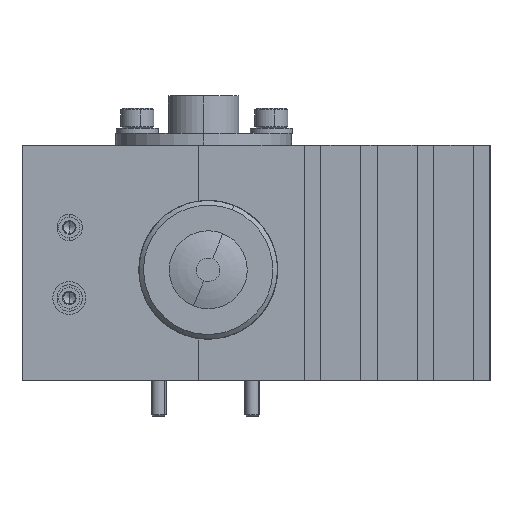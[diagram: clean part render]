
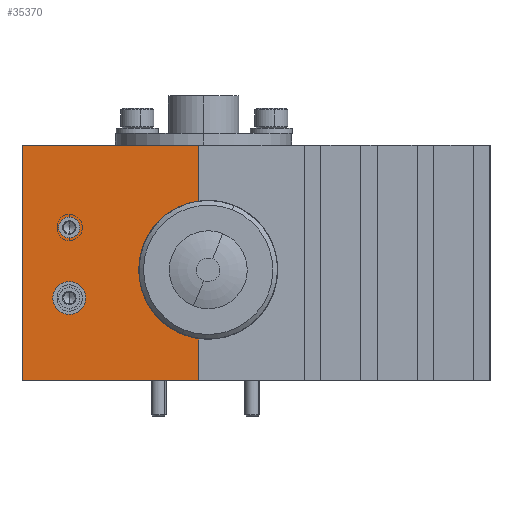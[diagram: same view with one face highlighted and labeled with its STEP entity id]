
A CAD part, left-side view. The second image highlights one B-rep face of the part: STEP entity #35370.
In plain terms, the highlighted planar face has unit normal (-1, 0, 0).
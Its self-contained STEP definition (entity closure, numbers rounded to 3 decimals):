
#1043 = CIRCLE ( 'NONE', #76007, 1.778 ) ;
#1730 = VERTEX_POINT ( 'NONE', #26019 ) ;
#3247 = CIRCLE ( 'NONE', #66399, 1.778 ) ;
#4757 = AXIS2_PLACEMENT_3D ( 'NONE', #10357, #11863, #71024 ) ;
#5605 = DIRECTION ( 'NONE',  ( 0., 0., 1. ) ) ;
#5622 = LINE ( 'NONE', #32383, #65273 ) ;
#6807 = CARTESIAN_POINT ( 'NONE',  ( -61.895, 41.358, 0.275 ) ) ;
#6991 = DIRECTION ( 'NONE',  ( 0., 0., 1. ) ) ;
#7838 = LINE ( 'NONE', #23630, #56660 ) ;
#9386 = ORIENTED_EDGE ( 'NONE', *, *, #75672, .T. ) ;
#10357 = CARTESIAN_POINT ( 'NONE',  ( -61.895, 56.37, 4.847 ) ) ;
#10800 = ORIENTED_EDGE ( 'NONE', *, *, #19876, .F. ) ;
#11863 = DIRECTION ( 'NONE',  ( -1., 0., 0. ) ) ;
#16279 = AXIS2_PLACEMENT_3D ( 'NONE', #59706, #24446, #50586 ) ;
#19295 = EDGE_CURVE ( 'NONE', #85797, #32408, #3247, .T. ) ;
#19537 = CARTESIAN_POINT ( 'NONE',  ( -61.895, 61.45, -11.663 ) ) ;
#19876 = EDGE_CURVE ( 'NONE', #48198, #37883, #41042, .T. ) ;
#20800 = EDGE_LOOP ( 'NONE', ( #10800, #70435 ) ) ;
#21468 = CARTESIAN_POINT ( 'NONE',  ( -61.895, 42.4, -11.663 ) ) ;
#22688 = ORIENTED_EDGE ( 'NONE', *, *, #67209, .F. ) ;
#23630 = CARTESIAN_POINT ( 'NONE',  ( -61.895, 42.4, 13.737 ) ) ;
#24446 = DIRECTION ( 'NONE',  ( 1., 0., 0. ) ) ;
#24737 = DIRECTION ( 'NONE',  ( 1., 0., 0. ) ) ;
#26019 = CARTESIAN_POINT ( 'NONE',  ( -61.895, 42.4, -4.373 ) ) ;
#28015 = DIRECTION ( 'NONE',  ( 0., -1., 0. ) ) ;
#29357 = ORIENTED_EDGE ( 'NONE', *, *, #99087, .F. ) ;
#29505 = ORIENTED_EDGE ( 'NONE', *, *, #29724, .T. ) ;
#29724 = EDGE_CURVE ( 'NONE', #69758, #93833, #81360, .T. ) ;
#30059 = DIRECTION ( 'NONE',  ( 0., 0., -1. ) ) ;
#31036 = VECTOR ( 'NONE', #28015, 1000. ) ;
#31399 = DIRECTION ( 'NONE',  ( -1., 0., 0. ) ) ;
#32383 = CARTESIAN_POINT ( 'NONE',  ( -61.895, 42.4, 13.737 ) ) ;
#32408 = VERTEX_POINT ( 'NONE', #81834 ) ;
#32565 = CARTESIAN_POINT ( 'NONE',  ( -61.895, 56.37, -0.995 ) ) ;
#35370 = ADVANCED_FACE ( 'NONE', ( #107816, #54952, #35924 ), #77882, .F. ) ;
#35924 = FACE_OUTER_BOUND ( 'NONE', #71682, .T. ) ;
#37883 = VERTEX_POINT ( 'NONE', #78721 ) ;
#39048 = ORIENTED_EDGE ( 'NONE', *, *, #109328, .T. ) ;
#40256 = ORIENTED_EDGE ( 'NONE', *, *, #43582, .F. ) ;
#41042 = CIRCLE ( 'NONE', #65783, 1.13 ) ;
#41479 = EDGE_LOOP ( 'NONE', ( #66316, #9386 ) ) ;
#42081 = CARTESIAN_POINT ( 'NONE',  ( -61.895, 61.45, 13.737 ) ) ;
#43582 = EDGE_CURVE ( 'NONE', #69758, #47002, #110710, .T. ) ;
#47002 = VERTEX_POINT ( 'NONE', #42081 ) ;
#48198 = VERTEX_POINT ( 'NONE', #64007 ) ;
#48412 = CARTESIAN_POINT ( 'NONE',  ( -61.895, 56.37, 4.847 ) ) ;
#50586 = DIRECTION ( 'NONE',  ( 0., 0., -1. ) ) ;
#53828 = CIRCLE ( 'NONE', #82389, 4.762 ) ;
#54526 = CARTESIAN_POINT ( 'NONE',  ( -61.895, 61.45, -11.663 ) ) ;
#54711 = CARTESIAN_POINT ( 'NONE',  ( -61.895, 42.4, 4.922 ) ) ;
#54952 = FACE_BOUND ( 'NONE', #20800, .T. ) ;
#56370 = CARTESIAN_POINT ( 'NONE',  ( -61.895, 61.45, 13.737 ) ) ;
#56660 = VECTOR ( 'NONE', #67228, 1000. ) ;
#59706 = CARTESIAN_POINT ( 'NONE',  ( -61.895, 61.45, 13.737 ) ) ;
#63066 = VECTOR ( 'NONE', #102910, 1000. ) ;
#64007 = CARTESIAN_POINT ( 'NONE',  ( -61.895, 56.37, 5.977 ) ) ;
#64557 = DIRECTION ( 'NONE',  ( 1., 0., 0. ) ) ;
#65273 = VECTOR ( 'NONE', #6991, 1000. ) ;
#65783 = AXIS2_PLACEMENT_3D ( 'NONE', #48412, #31399, #5605 ) ;
#66316 = ORIENTED_EDGE ( 'NONE', *, *, #19295, .T. ) ;
#66399 = AXIS2_PLACEMENT_3D ( 'NONE', #73631, #64557, #30059 ) ;
#67209 = EDGE_CURVE ( 'NONE', #47002, #67513, #109147, .T. ) ;
#67228 = DIRECTION ( 'NONE',  ( 0., 0., 1. ) ) ;
#67513 = VERTEX_POINT ( 'NONE', #73636 ) ;
#69758 = VERTEX_POINT ( 'NONE', #19537 ) ;
#70435 = ORIENTED_EDGE ( 'NONE', *, *, #101680, .F. ) ;
#71024 = DIRECTION ( 'NONE',  ( 0., 0., 1. ) ) ;
#71682 = EDGE_LOOP ( 'NONE', ( #29357, #72354, #22688, #40256, #29505, #39048 ) ) ;
#72354 = ORIENTED_EDGE ( 'NONE', *, *, #83677, .T. ) ;
#72467 = VERTEX_POINT ( 'NONE', #54711 ) ;
#73631 = CARTESIAN_POINT ( 'NONE',  ( -61.895, 56.37, -2.773 ) ) ;
#73636 = CARTESIAN_POINT ( 'NONE',  ( -61.895, 42.4, 13.737 ) ) ;
#75672 = EDGE_CURVE ( 'NONE', #32408, #85797, #1043, .T. ) ;
#76007 = AXIS2_PLACEMENT_3D ( 'NONE', #94165, #24737, #111523 ) ;
#77882 = PLANE ( 'NONE',  #16279 ) ;
#78721 = CARTESIAN_POINT ( 'NONE',  ( -61.895, 56.37, 3.716 ) ) ;
#79551 = VECTOR ( 'NONE', #101493, 1000. ) ;
#81360 = LINE ( 'NONE', #54526, #31036 ) ;
#81834 = CARTESIAN_POINT ( 'NONE',  ( -61.895, 56.37, -4.551 ) ) ;
#82389 = AXIS2_PLACEMENT_3D ( 'NONE', #6807, #110282, #85305 ) ;
#83677 = EDGE_CURVE ( 'NONE', #72467, #67513, #5622, .T. ) ;
#85305 = DIRECTION ( 'NONE',  ( 0., 0., 1. ) ) ;
#85499 = CARTESIAN_POINT ( 'NONE',  ( -61.895, 61.45, 13.737 ) ) ;
#85797 = VERTEX_POINT ( 'NONE', #32565 ) ;
#93833 = VERTEX_POINT ( 'NONE', #21468 ) ;
#94165 = CARTESIAN_POINT ( 'NONE',  ( -61.895, 56.37, -2.773 ) ) ;
#99087 = EDGE_CURVE ( 'NONE', #72467, #1730, #53828, .T. ) ;
#101493 = DIRECTION ( 'NONE',  ( 0., 0., 1. ) ) ;
#101680 = EDGE_CURVE ( 'NONE', #37883, #48198, #109276, .T. ) ;
#102910 = DIRECTION ( 'NONE',  ( 0., -1., 0. ) ) ;
#107816 = FACE_BOUND ( 'NONE', #41479, .T. ) ;
#109147 = LINE ( 'NONE', #85499, #63066 ) ;
#109276 = CIRCLE ( 'NONE', #4757, 1.13 ) ;
#109328 = EDGE_CURVE ( 'NONE', #93833, #1730, #7838, .T. ) ;
#110282 = DIRECTION ( 'NONE',  ( -1., 0., 0. ) ) ;
#110710 = LINE ( 'NONE', #56370, #79551 ) ;
#111523 = DIRECTION ( 'NONE',  ( 0., 0., -1. ) ) ;
